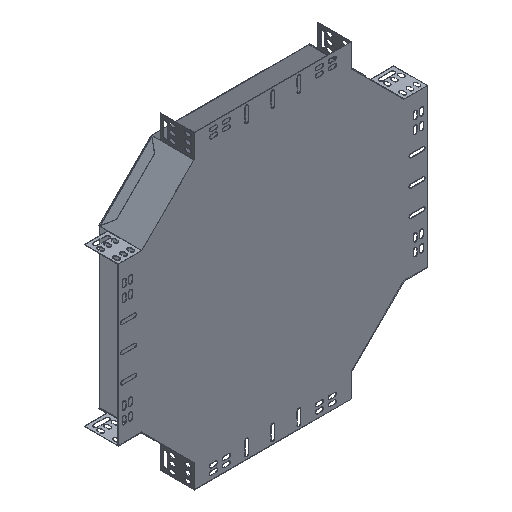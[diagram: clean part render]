
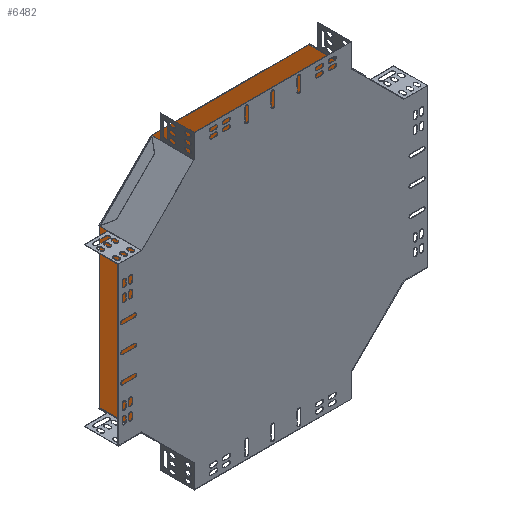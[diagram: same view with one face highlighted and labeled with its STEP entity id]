
A CAD part, isometric view. The second image highlights one B-rep face of the part: STEP entity #6482.
In plain terms, the highlighted planar face has unit normal (0, -1, 0).
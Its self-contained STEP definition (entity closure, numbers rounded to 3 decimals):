
#343 = CARTESIAN_POINT ( 'NONE',  ( -142.337, 189.964, 255.051 ) ) ;
#576 = CARTESIAN_POINT ( 'NONE',  ( -142.337, 189.964, -246.549 ) ) ;
#1069 = EDGE_CURVE ( 'NONE', #14311, #5342, #7579, .T. ) ;
#1174 = VECTOR ( 'NONE', #6002, 1000. ) ;
#1204 = LINE ( 'NONE', #11315, #1174 ) ;
#1306 = VERTEX_POINT ( 'NONE', #13019 ) ;
#1957 = CARTESIAN_POINT ( 'NONE',  ( 159.263, 189.964, 255.051 ) ) ;
#2142 = PLANE ( 'NONE',  #3826 ) ;
#2321 = VERTEX_POINT ( 'NONE', #16777 ) ;
#2951 = FACE_OUTER_BOUND ( 'NONE', #12903, .T. ) ;
#3007 = DIRECTION ( 'NONE',  ( 1., 0., 0. ) ) ;
#3311 = VECTOR ( 'NONE', #12337, 1000. ) ;
#3314 = LINE ( 'NONE', #9640, #3311 ) ;
#3629 = VECTOR ( 'NONE', #16018, 1000. ) ;
#3642 = ORIENTED_EDGE ( 'NONE', *, *, #15497, .F. ) ;
#3669 = LINE ( 'NONE', #5504, #3629 ) ;
#3759 = CARTESIAN_POINT ( 'NONE',  ( -142.337, 189.964, 255.051 ) ) ;
#3823 = ORIENTED_EDGE ( 'NONE', *, *, #11960, .F. ) ;
#3826 = AXIS2_PLACEMENT_3D ( 'NONE', #9792, #12612, #4722 ) ;
#4722 = DIRECTION ( 'NONE',  ( 0., 0., -1. ) ) ;
#4987 = CARTESIAN_POINT ( 'NONE',  ( -242.337, 189.964, 155.051 ) ) ;
#5342 = VERTEX_POINT ( 'NONE', #4987 ) ;
#5400 = ORIENTED_EDGE ( 'NONE', *, *, #15275, .F. ) ;
#5493 = DIRECTION ( 'NONE',  ( 0.707, 0., 0.707 ) ) ;
#5504 = CARTESIAN_POINT ( 'NONE',  ( -242.337, 189.964, -146.549 ) ) ;
#5613 = CARTESIAN_POINT ( 'NONE',  ( 159.263, 189.964, -246.549 ) ) ;
#6002 = DIRECTION ( 'NONE',  ( 0.707, 0., -0.707 ) ) ;
#6482 = ADVANCED_FACE ( 'NONE', ( #2951 ), #2142, .T. ) ;
#7123 = VECTOR ( 'NONE', #10518, 1000. ) ;
#7579 = LINE ( 'NONE', #9170, #7123 ) ;
#8009 = ORIENTED_EDGE ( 'NONE', *, *, #9215, .F. ) ;
#8513 = CARTESIAN_POINT ( 'NONE',  ( -242.337, 189.964, -146.549 ) ) ;
#8895 = VECTOR ( 'NONE', #5493, 1000. ) ;
#8911 = LINE ( 'NONE', #343, #8895 ) ;
#9170 = CARTESIAN_POINT ( 'NONE',  ( -242.337, 189.964, -146.549 ) ) ;
#9215 = EDGE_CURVE ( 'NONE', #5342, #12146, #8911, .T. ) ;
#9280 = ORIENTED_EDGE ( 'NONE', *, *, #1069, .F. ) ;
#9445 = CARTESIAN_POINT ( 'NONE',  ( -142.337, 189.964, 255.051 ) ) ;
#9640 = CARTESIAN_POINT ( 'NONE',  ( 159.263, 189.964, -246.549 ) ) ;
#9649 = VECTOR ( 'NONE', #14848, 1000. ) ;
#9677 = LINE ( 'NONE', #5613, #9649 ) ;
#9792 = CARTESIAN_POINT ( 'NONE',  ( -393.137, 189.964, 4.251 ) ) ;
#9805 = CARTESIAN_POINT ( 'NONE',  ( 259.263, 189.964, 155.051 ) ) ;
#10518 = DIRECTION ( 'NONE',  ( 0., 0., 1. ) ) ;
#10746 = ORIENTED_EDGE ( 'NONE', *, *, #10999, .F. ) ;
#10999 = EDGE_CURVE ( 'NONE', #15412, #14311, #3669, .T. ) ;
#11103 = LINE ( 'NONE', #12540, #11128 ) ;
#11112 = EDGE_CURVE ( 'NONE', #2321, #1306, #3314, .T. ) ;
#11128 = VECTOR ( 'NONE', #16364, 1000. ) ;
#11157 = ORIENTED_EDGE ( 'NONE', *, *, #16218, .F. ) ;
#11315 = CARTESIAN_POINT ( 'NONE',  ( 259.263, 189.964, 155.051 ) ) ;
#11724 = LINE ( 'NONE', #9445, #11743 ) ;
#11743 = VECTOR ( 'NONE', #3007, 1000. ) ;
#11960 = EDGE_CURVE ( 'NONE', #13232, #12754, #1204, .T. ) ;
#12146 = VERTEX_POINT ( 'NONE', #3759 ) ;
#12337 = DIRECTION ( 'NONE',  ( -0.707, 0., -0.707 ) ) ;
#12540 = CARTESIAN_POINT ( 'NONE',  ( 259.263, 189.964, 155.051 ) ) ;
#12612 = DIRECTION ( 'NONE',  ( 0., -1., 0. ) ) ;
#12754 = VERTEX_POINT ( 'NONE', #9805 ) ;
#12903 = EDGE_LOOP ( 'NONE', ( #8009, #9280, #10746, #11157, #13437, #3642, #3823, #5400 ) ) ;
#13019 = CARTESIAN_POINT ( 'NONE',  ( 159.263, 189.964, -246.549 ) ) ;
#13232 = VERTEX_POINT ( 'NONE', #1957 ) ;
#13437 = ORIENTED_EDGE ( 'NONE', *, *, #11112, .F. ) ;
#14311 = VERTEX_POINT ( 'NONE', #8513 ) ;
#14848 = DIRECTION ( 'NONE',  ( -1., 0., 0. ) ) ;
#15275 = EDGE_CURVE ( 'NONE', #12146, #13232, #11724, .T. ) ;
#15412 = VERTEX_POINT ( 'NONE', #576 ) ;
#15497 = EDGE_CURVE ( 'NONE', #12754, #2321, #11103, .T. ) ;
#16018 = DIRECTION ( 'NONE',  ( -0.707, 0., 0.707 ) ) ;
#16218 = EDGE_CURVE ( 'NONE', #1306, #15412, #9677, .T. ) ;
#16364 = DIRECTION ( 'NONE',  ( 0., 0., -1. ) ) ;
#16777 = CARTESIAN_POINT ( 'NONE',  ( 259.263, 189.964, -146.549 ) ) ;
